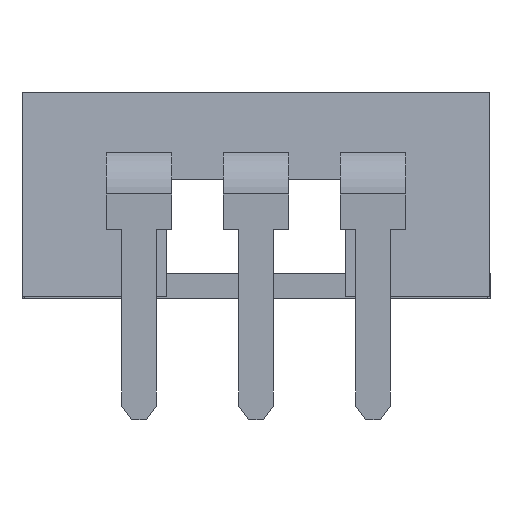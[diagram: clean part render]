
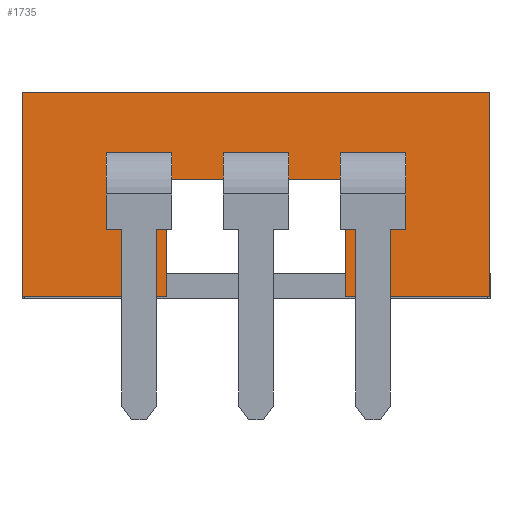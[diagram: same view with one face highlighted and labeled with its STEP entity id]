
A CAD part, front view. The second image highlights one B-rep face of the part: STEP entity #1735.
In plain terms, the highlighted planar face has unit normal (0, -0.999, 0.053).
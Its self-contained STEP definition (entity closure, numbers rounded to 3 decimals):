
#90=FACE_OUTER_BOUND('',#176,.T.);
#176=EDGE_LOOP('',(#1144,#1145,#1146,#1147,#1148,#1149,#1150,#1151,#1152,
#1153,#1154,#1155,#1156,#1157,#1158,#1159,#1160,#1161,#1162,#1163));
#263=LINE('',#2427,#468);
#276=LINE('',#2454,#481);
#289=LINE('',#2480,#494);
#290=LINE('',#2484,#495);
#294=LINE('',#2495,#499);
#301=LINE('',#2512,#506);
#304=LINE('',#2518,#509);
#308=LINE('',#2528,#513);
#312=LINE('',#2539,#517);
#316=LINE('',#2548,#521);
#317=LINE('',#2549,#522);
#318=LINE('',#2550,#523);
#319=LINE('',#2551,#524);
#320=LINE('',#2552,#525);
#321=LINE('',#2553,#526);
#322=LINE('',#2554,#527);
#323=LINE('',#2556,#528);
#324=LINE('',#2558,#529);
#325=LINE('',#2559,#530);
#326=LINE('',#2560,#531);
#468=VECTOR('',#1965,1.);
#481=VECTOR('',#1980,10.);
#494=VECTOR('',#1995,1.);
#495=VECTOR('',#1998,1.);
#499=VECTOR('',#2006,1.);
#506=VECTOR('',#2017,10.);
#509=VECTOR('',#2022,1.);
#513=VECTOR('',#2030,1.);
#517=VECTOR('',#2038,1.);
#521=VECTOR('',#2046,1.);
#522=VECTOR('',#2047,10.);
#523=VECTOR('',#2048,10.);
#524=VECTOR('',#2049,1.);
#525=VECTOR('',#2050,10.);
#526=VECTOR('',#2051,1.);
#527=VECTOR('',#2052,10.);
#528=VECTOR('',#2053,1.);
#529=VECTOR('',#2054,1.);
#530=VECTOR('',#2055,10.);
#531=VECTOR('',#2056,10.);
#672=VERTEX_POINT('',#2423);
#674=VERTEX_POINT('',#2426);
#686=VERTEX_POINT('',#2451);
#687=VERTEX_POINT('',#2453);
#690=VERTEX_POINT('',#2460);
#699=VERTEX_POINT('',#2478);
#700=VERTEX_POINT('',#2482);
#701=VERTEX_POINT('',#2483);
#705=VERTEX_POINT('',#2493);
#706=VERTEX_POINT('',#2494);
#713=VERTEX_POINT('',#2509);
#714=VERTEX_POINT('',#2511);
#716=VERTEX_POINT('',#2517);
#720=VERTEX_POINT('',#2527);
#724=VERTEX_POINT('',#2537);
#725=VERTEX_POINT('',#2538);
#729=VERTEX_POINT('',#2555);
#730=VERTEX_POINT('',#2557);
#837=EDGE_CURVE('',#674,#672,#263,.T.);
#850=EDGE_CURVE('',#687,#686,#276,.T.);
#863=EDGE_CURVE('',#690,#699,#289,.T.);
#864=EDGE_CURVE('',#700,#701,#290,.T.);
#869=EDGE_CURVE('',#705,#706,#294,.T.);
#877=EDGE_CURVE('',#713,#714,#301,.T.);
#880=EDGE_CURVE('',#714,#716,#304,.T.);
#885=EDGE_CURVE('',#720,#686,#308,.T.);
#890=EDGE_CURVE('',#724,#725,#312,.T.);
#895=EDGE_CURVE('',#699,#674,#316,.T.);
#896=EDGE_CURVE('',#672,#687,#317,.T.);
#897=EDGE_CURVE('',#686,#700,#318,.T.);
#898=EDGE_CURVE('',#701,#720,#319,.T.);
#899=EDGE_CURVE('',#705,#686,#320,.T.);
#900=EDGE_CURVE('',#706,#724,#321,.T.);
#901=EDGE_CURVE('',#714,#725,#322,.T.);
#902=EDGE_CURVE('',#716,#729,#323,.T.);
#903=EDGE_CURVE('',#729,#730,#324,.T.);
#904=EDGE_CURVE('',#730,#714,#325,.T.);
#905=EDGE_CURVE('',#713,#690,#326,.T.);
#1144=ORIENTED_EDGE('',*,*,#863,.T.);
#1145=ORIENTED_EDGE('',*,*,#895,.T.);
#1146=ORIENTED_EDGE('',*,*,#837,.T.);
#1147=ORIENTED_EDGE('',*,*,#896,.T.);
#1148=ORIENTED_EDGE('',*,*,#850,.T.);
#1149=ORIENTED_EDGE('',*,*,#897,.T.);
#1150=ORIENTED_EDGE('',*,*,#864,.T.);
#1151=ORIENTED_EDGE('',*,*,#898,.T.);
#1152=ORIENTED_EDGE('',*,*,#885,.T.);
#1153=ORIENTED_EDGE('',*,*,#899,.F.);
#1154=ORIENTED_EDGE('',*,*,#869,.T.);
#1155=ORIENTED_EDGE('',*,*,#900,.T.);
#1156=ORIENTED_EDGE('',*,*,#890,.T.);
#1157=ORIENTED_EDGE('',*,*,#901,.F.);
#1158=ORIENTED_EDGE('',*,*,#880,.T.);
#1159=ORIENTED_EDGE('',*,*,#902,.T.);
#1160=ORIENTED_EDGE('',*,*,#903,.T.);
#1161=ORIENTED_EDGE('',*,*,#904,.T.);
#1162=ORIENTED_EDGE('',*,*,#877,.F.);
#1163=ORIENTED_EDGE('',*,*,#905,.T.);
#1586=PLANE('',#1840);
#1735=ADVANCED_FACE('',(#90),#1586,.T.);
#1840=AXIS2_PLACEMENT_3D('',#2547,#2044,#2045);
#1965=DIRECTION('',(0.,-0.053,-0.999));
#1980=DIRECTION('',(0.,0.053,0.999));
#1995=DIRECTION('',(0.,0.053,0.999));
#1998=DIRECTION('',(0.,0.053,0.999));
#2006=DIRECTION('',(0.,0.053,0.999));
#2017=DIRECTION('',(0.,0.053,0.999));
#2022=DIRECTION('',(0.,0.053,0.999));
#2030=DIRECTION('',(0.,-0.053,-0.999));
#2038=DIRECTION('',(0.,-0.053,-0.999));
#2044=DIRECTION('center_axis',(0.,-0.999,0.053));
#2045=DIRECTION('ref_axis',(0.,0.053,0.999));
#2046=DIRECTION('',(-1.,0.,0.));
#2047=DIRECTION('',(1.,0.,0.));
#2048=DIRECTION('',(-1.,0.,0.));
#2049=DIRECTION('',(1.,0.,0.));
#2050=DIRECTION('',(-1.,0.,0.));
#2051=DIRECTION('',(1.,0.,0.));
#2052=DIRECTION('',(-1.,0.,0.));
#2053=DIRECTION('',(1.,0.,0.));
#2054=DIRECTION('',(0.,-0.053,-0.999));
#2055=DIRECTION('',(-1.,0.,0.));
#2056=DIRECTION('',(1.,0.,0.));
#2423=CARTESIAN_POINT('',(-5.09,-0.202,0.05));
#2426=CARTESIAN_POINT('',(-5.09,0.032,4.5));
#2427=CARTESIAN_POINT('',(-5.09,-0.065,2.65));
#2451=CARTESIAN_POINT('',(-1.94,-0.068,2.6));
#2453=CARTESIAN_POINT('',(-1.94,-0.202,0.05));
#2454=CARTESIAN_POINT('',(-1.94,-0.042,3.078));
#2460=CARTESIAN_POINT('',(5.09,-0.202,0.05));
#2478=CARTESIAN_POINT('',(5.09,0.032,4.5));
#2480=CARTESIAN_POINT('',(5.09,-0.065,2.65));
#2482=CARTESIAN_POINT('',(-3.16,-0.068,2.6));
#2483=CARTESIAN_POINT('',(-3.16,-0.037,3.19));
#2484=CARTESIAN_POINT('',(-3.16,-0.042,3.078));
#2493=CARTESIAN_POINT('',(-0.61,-0.068,2.6));
#2494=CARTESIAN_POINT('',(-0.61,-0.037,3.19));
#2495=CARTESIAN_POINT('',(-0.61,-0.042,3.078));
#2509=CARTESIAN_POINT('',(1.94,-0.202,0.05));
#2511=CARTESIAN_POINT('',(1.94,-0.068,2.6));
#2512=CARTESIAN_POINT('',(1.94,-0.042,3.078));
#2517=CARTESIAN_POINT('',(1.94,-0.037,3.19));
#2518=CARTESIAN_POINT('',(1.94,-0.042,3.078));
#2527=CARTESIAN_POINT('',(-1.94,-0.037,3.19));
#2528=CARTESIAN_POINT('',(-1.94,-0.042,3.078));
#2537=CARTESIAN_POINT('',(0.61,-0.037,3.19));
#2538=CARTESIAN_POINT('',(0.61,-0.068,2.6));
#2539=CARTESIAN_POINT('',(0.61,-0.042,3.078));
#2547=CARTESIAN_POINT('Origin',(5.09,-0.016,3.575));
#2548=CARTESIAN_POINT('',(5.09,0.032,4.5));
#2549=CARTESIAN_POINT('',(5.09,-0.202,0.05));
#2550=CARTESIAN_POINT('',(3.82,-0.068,2.6));
#2551=CARTESIAN_POINT('',(1.27,-0.037,3.19));
#2552=CARTESIAN_POINT('',(3.82,-0.068,2.6));
#2553=CARTESIAN_POINT('',(2.545,-0.037,3.19));
#2554=CARTESIAN_POINT('',(3.82,-0.068,2.6));
#2555=CARTESIAN_POINT('',(3.16,-0.037,3.19));
#2556=CARTESIAN_POINT('',(3.82,-0.037,3.19));
#2557=CARTESIAN_POINT('',(3.16,-0.068,2.6));
#2558=CARTESIAN_POINT('',(3.16,-0.042,3.078));
#2559=CARTESIAN_POINT('',(3.82,-0.068,2.6));
#2560=CARTESIAN_POINT('',(5.09,-0.202,0.05));
